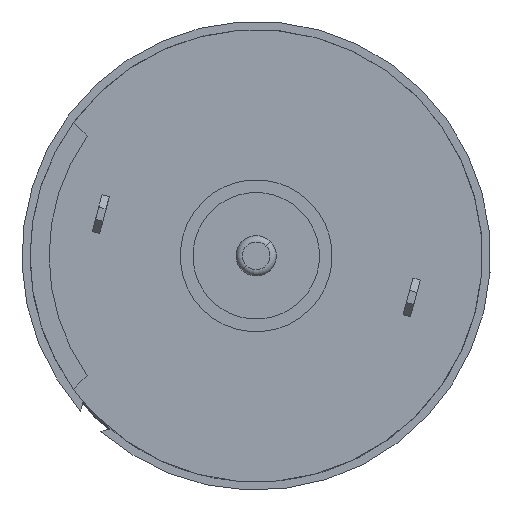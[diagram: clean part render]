
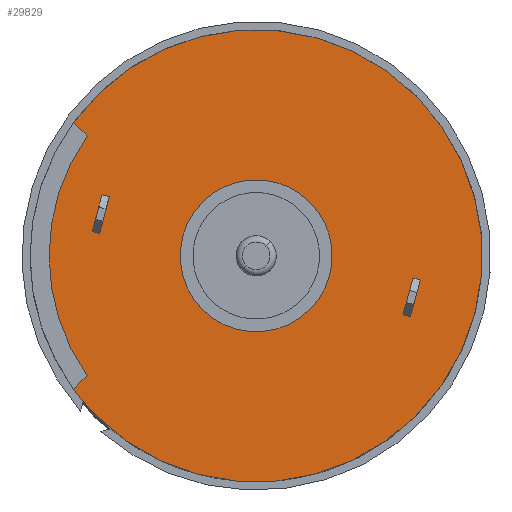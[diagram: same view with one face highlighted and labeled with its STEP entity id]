
A CAD part, left-side view. The second image highlights one B-rep face of the part: STEP entity #29829.
In plain terms, the highlighted face is planar.
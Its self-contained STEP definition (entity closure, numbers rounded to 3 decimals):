
#28900=CARTESIAN_POINT('',(82.4,0.,0.));
#28901=DIRECTION('',(1.,0.,0.));
#28902=DIRECTION('',(0.,-1.,0.));
#28903=AXIS2_PLACEMENT_3D('',#28900,#28901,#28902);
#28905=CARTESIAN_POINT('',(82.4,0.,0.));
#28906=DIRECTION('',(1.,0.,0.));
#28907=DIRECTION('',(0.,1.,0.));
#28908=AXIS2_PLACEMENT_3D('',#28905,#28906,#28907);
#28910=DIRECTION('',(0.,0.866,0.5));
#28911=VECTOR('',#28910,0.6);
#28912=CARTESIAN_POINT('',(82.4,-10.508,-7.799));
#28913=LINE('',#28912,#28911);
#28914=DIRECTION('',(0.,-0.5,0.866));
#28915=VECTOR('',#28914,3.);
#28916=CARTESIAN_POINT('',(82.4,-9.989,-7.499));
#28917=LINE('',#28916,#28915);
#28918=DIRECTION('',(0.,-0.866,-0.5));
#28919=VECTOR('',#28918,0.6);
#28920=CARTESIAN_POINT('',(82.4,-11.489,-4.901));
#28921=LINE('',#28920,#28919);
#28922=DIRECTION('',(0.,0.5,-0.866));
#28923=VECTOR('',#28922,3.);
#28924=CARTESIAN_POINT('',(82.4,-12.008,-5.201));
#28925=LINE('',#28924,#28923);
#28926=DIRECTION('',(0.,-0.5,0.866));
#28927=VECTOR('',#28926,3.);
#28928=CARTESIAN_POINT('',(82.4,12.008,5.201));
#28929=LINE('',#28928,#28927);
#28930=DIRECTION('',(0.,-0.866,-0.5));
#28931=VECTOR('',#28930,0.6);
#28932=CARTESIAN_POINT('',(82.4,10.508,7.799));
#28933=LINE('',#28932,#28931);
#28934=DIRECTION('',(0.,0.5,-0.866));
#28935=VECTOR('',#28934,3.);
#28936=CARTESIAN_POINT('',(82.4,9.989,7.499));
#28937=LINE('',#28936,#28935);
#28938=DIRECTION('',(0.,0.866,0.5));
#28939=VECTOR('',#28938,0.6);
#28940=CARTESIAN_POINT('',(82.4,11.489,4.901));
#28941=LINE('',#28940,#28939);
#28942=DIRECTION('',(0.,0.,1.));
#28943=VECTOR('',#28942,1.52);
#28944=CARTESIAN_POINT('',(82.4,-2.75,-17.637));
#28945=LINE('',#28944,#28943);
#28946=CARTESIAN_POINT('',(82.4,0.,0.));
#28947=DIRECTION('',(1.,0.,0.));
#28948=DIRECTION('',(0.,-0.986,-0.168));
#28949=AXIS2_PLACEMENT_3D('',#28946,#28947,#28948);
#28951=DIRECTION('',(0.,-1.,0.));
#28952=VECTOR('',#28951,1.52);
#28953=CARTESIAN_POINT('',(82.4,-16.117,-2.75));
#28954=LINE('',#28953,#28952);
#29057=CARTESIAN_POINT('',(82.4,0.,0.));
#29058=DIRECTION('',(-1.,0.,0.));
#29059=DIRECTION('',(0.,-0.988,-0.154));
#29060=AXIS2_PLACEMENT_3D('',#29057,#29058,#29059);
#29066=CARTESIAN_POINT('',(82.4,0.,0.));
#29067=DIRECTION('',(-1.,0.,0.));
#29068=DIRECTION('',(0.,0.,-1.));
#29069=AXIS2_PLACEMENT_3D('',#29066,#29067,#29068);
#29138=CARTESIAN_POINT('',(82.4,0.,0.));
#29139=DIRECTION('',(1.,0.,0.));
#29140=DIRECTION('',(0.,0.,-1.));
#29141=AXIS2_PLACEMENT_3D('',#29138,#29139,#29140);
#29374=CARTESIAN_POINT('',(82.4,0.,-17.85));
#29375=CARTESIAN_POINT('',(82.4,0.,17.85));
#29376=VERTEX_POINT('',#29374);
#29377=VERTEX_POINT('',#29375);
#29450=CARTESIAN_POINT('',(82.4,-6.,0.));
#29451=CARTESIAN_POINT('',(82.4,6.,0.));
#29452=VERTEX_POINT('',#29450);
#29453=VERTEX_POINT('',#29451);
#29454=CARTESIAN_POINT('',(82.4,-10.508,-7.799));
#29455=CARTESIAN_POINT('',(82.4,-9.989,-7.499));
#29456=VERTEX_POINT('',#29454);
#29457=VERTEX_POINT('',#29455);
#29458=CARTESIAN_POINT('',(82.4,-11.489,-4.901));
#29459=VERTEX_POINT('',#29458);
#29460=CARTESIAN_POINT('',(82.4,-12.008,-5.201));
#29461=VERTEX_POINT('',#29460);
#29462=CARTESIAN_POINT('',(82.4,12.008,5.201));
#29463=CARTESIAN_POINT('',(82.4,10.508,7.799));
#29464=VERTEX_POINT('',#29462);
#29465=VERTEX_POINT('',#29463);
#29466=CARTESIAN_POINT('',(82.4,9.989,7.499));
#29467=VERTEX_POINT('',#29466);
#29468=CARTESIAN_POINT('',(82.4,11.489,4.901));
#29469=VERTEX_POINT('',#29468);
#29510=CARTESIAN_POINT('',(82.4,-2.75,-17.637));
#29511=CARTESIAN_POINT('',(82.4,-2.75,-16.117));
#29512=VERTEX_POINT('',#29510);
#29513=VERTEX_POINT('',#29511);
#29514=CARTESIAN_POINT('',(82.4,-16.117,-2.75));
#29515=VERTEX_POINT('',#29514);
#29516=CARTESIAN_POINT('',(82.4,-17.637,-2.75));
#29517=VERTEX_POINT('',#29516);
#29789=CARTESIAN_POINT('',(82.4,0.,0.));
#29790=DIRECTION('',(1.,0.,0.));
#29791=DIRECTION('',(0.,0.,1.));
#29792=AXIS2_PLACEMENT_3D('',#29789,#29790,#29791);
#29793=PLANE('',#29792);
#29795=ORIENTED_EDGE('',*,*,#29794,.T.);
#29797=ORIENTED_EDGE('',*,*,#29796,.F.);
#29799=ORIENTED_EDGE('',*,*,#29798,.T.);
#29801=ORIENTED_EDGE('',*,*,#29800,.T.);
#29803=ORIENTED_EDGE('',*,*,#29802,.F.);
#29805=ORIENTED_EDGE('',*,*,#29804,.T.);
#29806=EDGE_LOOP('',(#29795,#29797,#29799,#29801,#29803,#29805));
#29807=FACE_OUTER_BOUND('',#29806,.F.);
#29809=ORIENTED_EDGE('',*,*,#29808,.T.);
#29811=ORIENTED_EDGE('',*,*,#29810,.T.);
#29812=EDGE_LOOP('',(#29809,#29811));
#29813=FACE_BOUND('',#29812,.F.);
#29814=ORIENTED_EDGE('',*,*,#29765,.T.);
#29815=ORIENTED_EDGE('',*,*,#29700,.T.);
#29817=ORIENTED_EDGE('',*,*,#29816,.T.);
#29818=ORIENTED_EDGE('',*,*,#29739,.T.);
#29819=EDGE_LOOP('',(#29814,#29815,#29817,#29818));
#29820=FACE_BOUND('',#29819,.F.);
#29821=ORIENTED_EDGE('',*,*,#29629,.T.);
#29823=ORIENTED_EDGE('',*,*,#29822,.T.);
#29824=ORIENTED_EDGE('',*,*,#29583,.T.);
#29826=ORIENTED_EDGE('',*,*,#29825,.T.);
#29827=EDGE_LOOP('',(#29821,#29823,#29824,#29826));
#29828=FACE_BOUND('',#29827,.F.);
#28904=CIRCLE('',#28903,6.);
#28909=CIRCLE('',#28908,6.);
#28950=CIRCLE('',#28949,16.35);
#29061=CIRCLE('',#29060,17.85);
#29070=CIRCLE('',#29069,17.85);
#29142=CIRCLE('',#29141,17.85);
#29583=EDGE_CURVE('',#29467,#29469,#28937,.T.);
#29629=EDGE_CURVE('',#29464,#29465,#28929,.T.);
#29700=EDGE_CURVE('',#29457,#29459,#28917,.T.);
#29739=EDGE_CURVE('',#29461,#29456,#28925,.T.);
#29765=EDGE_CURVE('',#29456,#29457,#28913,.T.);
#29794=EDGE_CURVE('',#29512,#29513,#28945,.T.);
#29796=EDGE_CURVE('',#29515,#29513,#28950,.T.);
#29798=EDGE_CURVE('',#29515,#29517,#28954,.T.);
#29800=EDGE_CURVE('',#29517,#29377,#29061,.T.);
#29802=EDGE_CURVE('',#29376,#29377,#29142,.T.);
#29804=EDGE_CURVE('',#29376,#29512,#29070,.T.);
#29808=EDGE_CURVE('',#29452,#29453,#28904,.T.);
#29810=EDGE_CURVE('',#29453,#29452,#28909,.T.);
#29816=EDGE_CURVE('',#29459,#29461,#28921,.T.);
#29822=EDGE_CURVE('',#29465,#29467,#28933,.T.);
#29825=EDGE_CURVE('',#29469,#29464,#28941,.T.);
#29829=ADVANCED_FACE('',(#29807,#29813,#29820,#29828),#29793,.T.);
